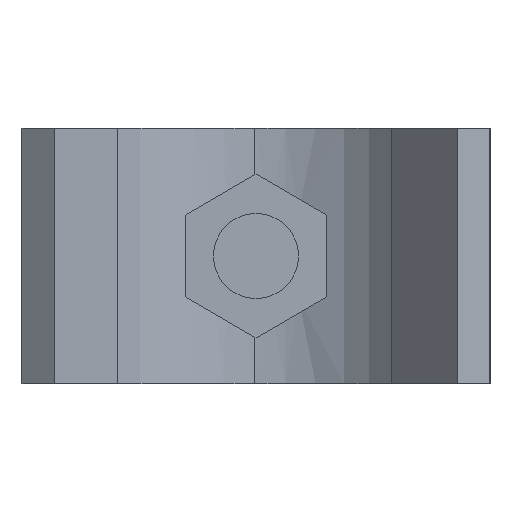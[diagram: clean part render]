
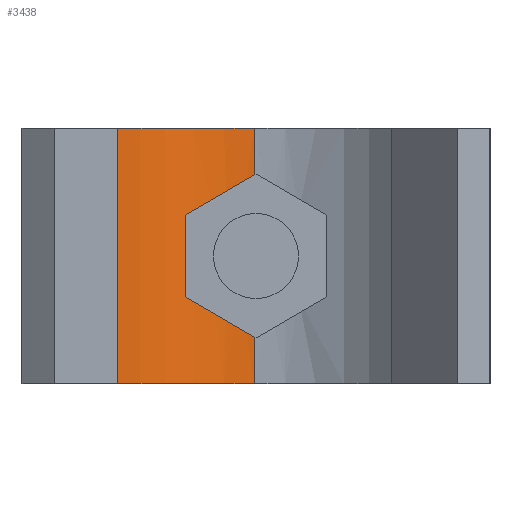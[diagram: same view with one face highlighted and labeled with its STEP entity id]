
A CAD part, left-side view. The second image highlights one B-rep face of the part: STEP entity #3438.
In plain terms, the highlighted cylindrical face has radius 12.642 mm (diameter 25.285 mm), a partial arc.
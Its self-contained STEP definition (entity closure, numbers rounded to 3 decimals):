
#42 = CARTESIAN_POINT ( 'NONE',  ( 73.728, 29.012, 3. ) ) ;
#141 = LINE ( 'NONE', #447, #772 ) ;
#145 = CARTESIAN_POINT ( 'NONE',  ( 86.371, 29.012, -3. ) ) ;
#146 = DIRECTION ( 'NONE',  ( 0., -1., 0. ) ) ;
#179 = DIRECTION ( 'NONE',  ( 0., 0., -1. ) ) ;
#194 = CARTESIAN_POINT ( 'NONE',  ( 86.033, 31.913, 3. ) ) ;
#223 = CIRCLE ( 'NONE', #1801, 12.642 ) ;
#227 = ORIENTED_EDGE ( 'NONE', *, *, #3458, .F. ) ;
#262 = DIRECTION ( 'NONE',  ( 0., 0., 1. ) ) ;
#380 = CARTESIAN_POINT ( 'NONE',  ( 86.371, 29.012, 9. ) ) ;
#386 = CARTESIAN_POINT ( 'NONE',  ( 73.728, 29.012, 9. ) ) ;
#421 = DIRECTION ( 'NONE',  ( 1., 0., 0. ) ) ;
#422 = CARTESIAN_POINT ( 'NONE',  ( 86.371, 29.012, -9. ) ) ;
#447 = CARTESIAN_POINT ( 'NONE',  ( 81.909, 38.65, 9. ) ) ;
#477 = ORIENTED_EDGE ( 'NONE', *, *, #3167, .T. ) ;
#648 = VECTOR ( 'NONE', #3121, 1000. ) ;
#665 = DIRECTION ( 'NONE',  ( 0., 0., -1. ) ) ;
#697 = DIRECTION ( 'NONE',  ( 0., 0., -1. ) ) ;
#772 = VECTOR ( 'NONE', #2562, 1000. ) ;
#854 = VERTEX_POINT ( 'NONE', #1396 ) ;
#876 = AXIS2_PLACEMENT_3D ( 'NONE', #2934, #3434, #2098 ) ;
#885 = EDGE_CURVE ( 'NONE', #2849, #1681, #141, .T. ) ;
#887 = VERTEX_POINT ( 'NONE', #987 ) ;
#972 = DIRECTION ( 'NONE',  ( 0., 0., -1. ) ) ;
#987 = CARTESIAN_POINT ( 'NONE',  ( 86.371, 29.012, 3. ) ) ;
#1167 = VERTEX_POINT ( 'NONE', #380 ) ;
#1191 = ORIENTED_EDGE ( 'NONE', *, *, #2241, .F. ) ;
#1321 = CARTESIAN_POINT ( 'NONE',  ( 81.909, 38.65, -9. ) ) ;
#1396 = CARTESIAN_POINT ( 'NONE',  ( 86.033, 31.913, -3. ) ) ;
#1433 = VECTOR ( 'NONE', #179, 1000. ) ;
#1455 = CARTESIAN_POINT ( 'NONE',  ( 73.728, 29.012, -3. ) ) ;
#1652 = DIRECTION ( 'NONE',  ( 0., -1., 0. ) ) ;
#1681 = VERTEX_POINT ( 'NONE', #1321 ) ;
#1801 = AXIS2_PLACEMENT_3D ( 'NONE', #1983, #665, #2796 ) ;
#1833 = FACE_OUTER_BOUND ( 'NONE', #2961, .T. ) ;
#1868 = ORIENTED_EDGE ( 'NONE', *, *, #885, .T. ) ;
#1903 = VERTEX_POINT ( 'NONE', #145 ) ;
#1905 = ORIENTED_EDGE ( 'NONE', *, *, #3336, .T. ) ;
#1920 = EDGE_CURVE ( 'NONE', #1681, #3244, #223, .T. ) ;
#1972 = VECTOR ( 'NONE', #972, 1000. ) ;
#1983 = CARTESIAN_POINT ( 'NONE',  ( 73.728, 29.012, -9. ) ) ;
#2034 = AXIS2_PLACEMENT_3D ( 'NONE', #1455, #2551, #146 ) ;
#2045 = CARTESIAN_POINT ( 'NONE',  ( 86.033, 31.913, 9. ) ) ;
#2098 = DIRECTION ( 'NONE',  ( 1., 0., 0. ) ) ;
#2126 = VERTEX_POINT ( 'NONE', #194 ) ;
#2241 = EDGE_CURVE ( 'NONE', #1167, #887, #2268, .T. ) ;
#2268 = LINE ( 'NONE', #3060, #1972 ) ;
#2285 = LINE ( 'NONE', #2045, #648 ) ;
#2350 = CARTESIAN_POINT ( 'NONE',  ( 81.909, 38.65, 9. ) ) ;
#2354 = CARTESIAN_POINT ( 'NONE',  ( 86.371, 29.012, 9. ) ) ;
#2504 = EDGE_CURVE ( 'NONE', #2849, #1167, #2561, .T. ) ;
#2551 = DIRECTION ( 'NONE',  ( 0., 0., 1. ) ) ;
#2561 = CIRCLE ( 'NONE', #3247, 12.642 ) ;
#2562 = DIRECTION ( 'NONE',  ( 0., 0., -1. ) ) ;
#2589 = CYLINDRICAL_SURFACE ( 'NONE', #876, 12.642 ) ;
#2605 = LINE ( 'NONE', #2354, #1433 ) ;
#2796 = DIRECTION ( 'NONE',  ( 1., 0., 0. ) ) ;
#2849 = VERTEX_POINT ( 'NONE', #2350 ) ;
#2910 = EDGE_CURVE ( 'NONE', #887, #2126, #3140, .T. ) ;
#2934 = CARTESIAN_POINT ( 'NONE',  ( 73.728, 29.012, 9. ) ) ;
#2961 = EDGE_LOOP ( 'NONE', ( #1191, #3486, #1868, #3197, #227, #1905, #477, #3016 ) ) ;
#2995 = CIRCLE ( 'NONE', #2034, 12.642 ) ;
#3016 = ORIENTED_EDGE ( 'NONE', *, *, #2910, .F. ) ;
#3038 = AXIS2_PLACEMENT_3D ( 'NONE', #42, #262, #1652 ) ;
#3060 = CARTESIAN_POINT ( 'NONE',  ( 86.371, 29.012, 9. ) ) ;
#3121 = DIRECTION ( 'NONE',  ( 0., 0., 1. ) ) ;
#3140 = CIRCLE ( 'NONE', #3038, 12.642 ) ;
#3167 = EDGE_CURVE ( 'NONE', #854, #2126, #2285, .T. ) ;
#3197 = ORIENTED_EDGE ( 'NONE', *, *, #1920, .T. ) ;
#3244 = VERTEX_POINT ( 'NONE', #422 ) ;
#3247 = AXIS2_PLACEMENT_3D ( 'NONE', #386, #697, #421 ) ;
#3336 = EDGE_CURVE ( 'NONE', #1903, #854, #2995, .T. ) ;
#3434 = DIRECTION ( 'NONE',  ( 0., 0., -1. ) ) ;
#3438 = ADVANCED_FACE ( 'NONE', ( #1833 ), #2589, .F. ) ;
#3458 = EDGE_CURVE ( 'NONE', #1903, #3244, #2605, .T. ) ;
#3486 = ORIENTED_EDGE ( 'NONE', *, *, #2504, .F. ) ;
